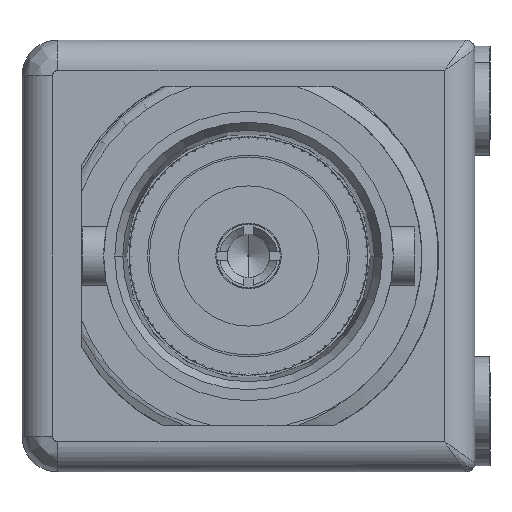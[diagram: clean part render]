
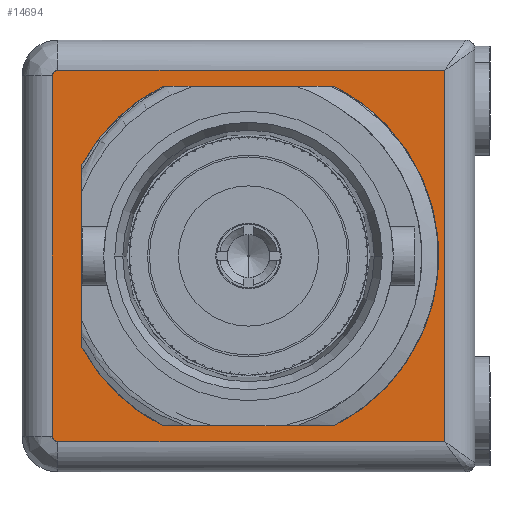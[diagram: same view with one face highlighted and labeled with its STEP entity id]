
A CAD part, left-side view. The second image highlights one B-rep face of the part: STEP entity #14694.
In plain terms, the highlighted planar face has unit normal (-1, 0, 0).
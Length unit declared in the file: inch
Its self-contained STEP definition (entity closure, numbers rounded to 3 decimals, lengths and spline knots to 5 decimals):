
#961=CARTESIAN_POINT('',(0.69101,-0.25724,
0.24346));
#1000=CARTESIAN_POINT('',(0.69101,-0.25724,
-0.24346));
#1100=DIRECTION('',(0.,-1.,0.));
#1101=VECTOR('',#1100,0.50749);
#1102=CARTESIAN_POINT('',(0.69101,0.25024,
-0.24346));
#1103=LINE('',#1102,#1101);
#1104=CARTESIAN_POINT('',(0.69101,0.25024,
-0.23646));
#1105=DIRECTION('',(-1.,0.,0.));
#1106=DIRECTION('',(0.,1.,0.));
#1107=AXIS2_PLACEMENT_3D('',#1104,#1105,#1106);
#1109=DIRECTION('',(0.,0.,-1.));
#1110=VECTOR('',#1109,0.47293);
#1111=CARTESIAN_POINT('',(0.69101,0.25724,
0.23646));
#1112=LINE('',#1111,#1110);
#1113=CARTESIAN_POINT('',(0.69101,0.25024,
0.23646));
#1114=DIRECTION('',(-1.,0.,0.));
#1115=DIRECTION('',(0.,0.,1.));
#1116=AXIS2_PLACEMENT_3D('',#1113,#1114,#1115);
#1118=DIRECTION('',(0.,1.,0.));
#1119=VECTOR('',#1118,0.50749);
#1120=CARTESIAN_POINT('',(0.69101,-0.25724,
0.24346));
#1121=LINE('',#1120,#1119);
#1122=DIRECTION('',(0.,0.,1.));
#1123=VECTOR('',#1122,0.48693);
#1124=CARTESIAN_POINT('',(0.69101,-0.25724,
-0.24346));
#1125=LINE('',#1124,#1123);
#1126=DIRECTION('',(0.,0.,-1.));
#1127=VECTOR('',#1126,0.24051);
#1128=CARTESIAN_POINT('',(0.69101,0.21855,0.12025));
#1129=LINE('',#1128,#1127);
#1130=DIRECTION('',(0.,-1.,0.));
#1131=VECTOR('',#1130,0.22357);
#1132=CARTESIAN_POINT('',(0.69101,0.11179,-0.223));
#1133=LINE('',#1132,#1131);
#1134=DIRECTION('',(0.,1.,0.));
#1135=VECTOR('',#1134,0.22357);
#1136=CARTESIAN_POINT('',(0.69101,-0.11179,0.223));
#1137=LINE('',#1136,#1135);
#1152=CARTESIAN_POINT('',(0.69101,0.,0.));
#1153=DIRECTION('',(1.,0.,0.));
#1154=DIRECTION('',(0.,0.876,0.482));
#1155=AXIS2_PLACEMENT_3D('',#1152,#1153,#1154);
#1207=CARTESIAN_POINT('',(0.69101,0.,0.));
#1208=DIRECTION('',(1.,0.,0.));
#1209=DIRECTION('',(0.,-0.448,0.894));
#1210=AXIS2_PLACEMENT_3D('',#1207,#1208,#1209);
#1272=CARTESIAN_POINT('',(0.69101,0.,0.));
#1273=DIRECTION('',(1.,0.,0.));
#1274=DIRECTION('',(0.,0.448,-0.894));
#1275=AXIS2_PLACEMENT_3D('',#1272,#1273,#1274);
#11350=CARTESIAN_POINT('',(0.69101,-0.11179,0.223));
#11352=VERTEX_POINT('',#11350);
#11383=CARTESIAN_POINT('',(0.69101,0.11179,0.223));
#11385=VERTEX_POINT('',#11383);
#11414=CARTESIAN_POINT('',(0.69101,0.11179,-0.223));
#11416=VERTEX_POINT('',#11414);
#11448=CARTESIAN_POINT('',(0.69101,-0.11179,-0.223));
#11450=VERTEX_POINT('',#11448);
#11525=CARTESIAN_POINT('',(0.69101,0.21855,0.12025));
#11527=VERTEX_POINT('',#11525);
#11558=CARTESIAN_POINT('',(0.69101,0.21855,-0.12025));
#11560=VERTEX_POINT('',#11558);
#11687=CARTESIAN_POINT('',(0.69101,0.25724,
-0.23646));
#11688=CARTESIAN_POINT('',(0.69101,0.25024,
-0.24346));
#11689=VERTEX_POINT('',#11687);
#11690=VERTEX_POINT('',#11688);
#11691=CARTESIAN_POINT('',(0.69101,0.25724,
0.23646));
#11692=VERTEX_POINT('',#11691);
#11693=CARTESIAN_POINT('',(0.69101,0.25024,
0.24346));
#11694=VERTEX_POINT('',#11693);
#11800=VERTEX_POINT('',#961);
#11815=VERTEX_POINT('',#1000);
#14665=CARTESIAN_POINT('',(0.69101,0.,0.));
#14666=DIRECTION('',(1.,0.,0.));
#14667=DIRECTION('',(0.,0.,1.));
#14668=AXIS2_PLACEMENT_3D('',#14665,#14666,#14667);
#14669=PLANE('',#14668);
#14670=ORIENTED_EDGE('',*,*,#14562,.F.);
#14672=ORIENTED_EDGE('',*,*,#14671,.F.);
#14674=ORIENTED_EDGE('',*,*,#14673,.F.);
#14675=ORIENTED_EDGE('',*,*,#14656,.F.);
#14676=ORIENTED_EDGE('',*,*,#14426,.F.);
#14677=ORIENTED_EDGE('',*,*,#14495,.F.);
#14678=EDGE_LOOP('',(#14670,#14672,#14674,#14675,#14676,#14677));
#14679=FACE_OUTER_BOUND('',#14678,.F.);
#14681=ORIENTED_EDGE('',*,*,#14680,.F.);
#14683=ORIENTED_EDGE('',*,*,#14682,.T.);
#14685=ORIENTED_EDGE('',*,*,#14684,.F.);
#14687=ORIENTED_EDGE('',*,*,#14686,.T.);
#14689=ORIENTED_EDGE('',*,*,#14688,.F.);
#14691=ORIENTED_EDGE('',*,*,#14690,.T.);
#14692=EDGE_LOOP('',(#14681,#14683,#14685,#14687,#14689,#14691));
#14693=FACE_BOUND('',#14692,.F.);
#14694=ADVANCED_FACE('',(#14679,#14693),#14669,.F.);
#1108=CIRCLE('',#1107,0.007);
#1117=CIRCLE('',#1116,0.007);
#1156=CIRCLE('',#1155,0.24945);
#1211=CIRCLE('',#1210,0.24945);
#1276=CIRCLE('',#1275,0.24945);
#14426=EDGE_CURVE('',#11800,#11694,#1121,.T.);
#14495=EDGE_CURVE('',#11815,#11800,#1125,.T.);
#14562=EDGE_CURVE('',#11690,#11815,#1103,.T.);
#14656=EDGE_CURVE('',#11694,#11692,#1117,.T.);
#14671=EDGE_CURVE('',#11689,#11690,#1108,.T.);
#14673=EDGE_CURVE('',#11692,#11689,#1112,.T.);
#14680=EDGE_CURVE('',#11527,#11385,#1156,.T.);
#14682=EDGE_CURVE('',#11527,#11560,#1129,.T.);
#14684=EDGE_CURVE('',#11416,#11560,#1276,.T.);
#14686=EDGE_CURVE('',#11416,#11450,#1133,.T.);
#14688=EDGE_CURVE('',#11352,#11450,#1211,.T.);
#14690=EDGE_CURVE('',#11352,#11385,#1137,.T.);
